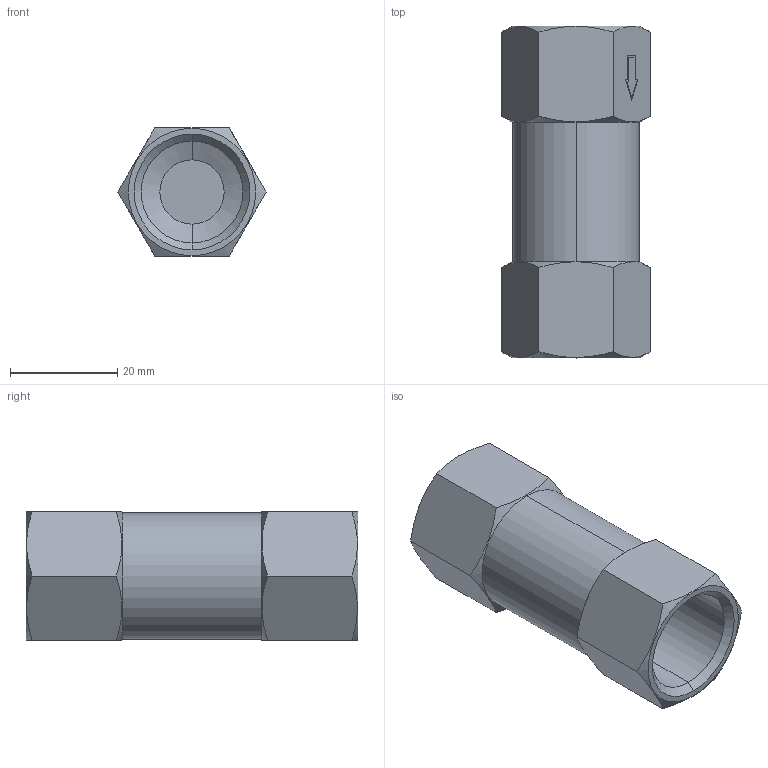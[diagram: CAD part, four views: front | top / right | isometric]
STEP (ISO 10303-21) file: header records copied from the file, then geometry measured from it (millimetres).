
FILE_DESCRIPTION (( 'STEP AP203' ), '1' );
FILE_NAME ('X4130004.STEP', '2010-05-24T13:43:08', ( 'SP' ), ( 'sopra-pneumatic' ), 'SwSTEP 2.0', 'SolidWorks 2009', '' );
FILE_SCHEMA (( 'CONFIG_CONTROL_DESIGN' ));
Length unit declared in the file: millimetre
Products named in the file (1): X4130004
Bounding box: 27.71 x 62 x 24 mm (x, y, z)
Volume: 20025.8 mm3; surface area: 7762.4 mm2
Topology: 1 solids, 1 shells, 62 faces, 150 edges, 93 vertices
Faces by surface type: plane 32, cone 20, cylinder 10
Entity records: 2053 total; most frequent: CARTESIAN_POINT 576, ORIENTED_EDGE 296, DIRECTION 274, EDGE_CURVE 148, AXIS2_PLACEMENT_3D 95, VERTEX_POINT 93, LINE 84, VECTOR 84
